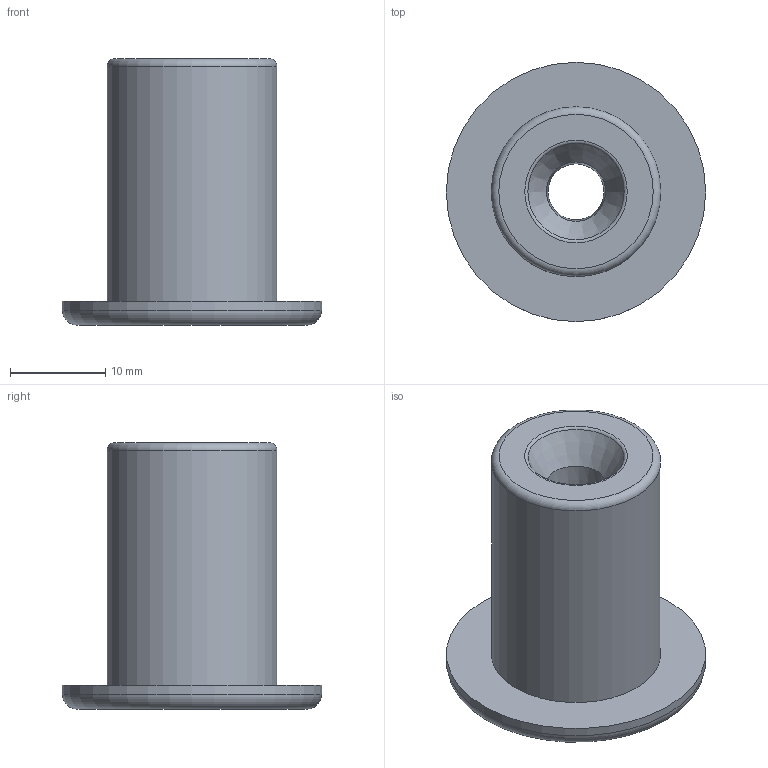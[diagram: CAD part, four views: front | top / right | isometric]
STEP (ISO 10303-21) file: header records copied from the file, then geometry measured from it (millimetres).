
FILE_DESCRIPTION(('STEP AP214'),'1');
FILE_NAME('reducer_bushing_small_vr2 -revised-6-22-16.stp','2016-06-22T19:20:51',('SAnson'),('None'),'Spatial InterOp 3D','Cimatron E 12.0',' ');
FILE_SCHEMA(('automotive_design'));
Length unit declared in the file: inch
Products named in the file (1): 1
Bounding box: 27.18 x 27.18 x 27.94 mm (x, y, z)
Volume: 6813.3 mm3; surface area: 3161.1 mm2
Topology: 1 solids, 1 shells, 12 faces, 25 edges, 16 vertices
Faces by surface type: torus 4, cone 3, plane 3, cylinder 2
Full cylindrical faces by diameter (mm): 17.78 x1, 27.178 x1
Entity records: 441 total; most frequent: DIRECTION 52, CARTESIAN_POINT 38, STYLED_ITEM 26, AXIS2_PLACEMENT_3D 26, PRESENTATION_STYLE_ASSIGNMENT 26, COLOUR_RGB 26, EDGE_LOOP 24, ORIENTED_EDGE 24
